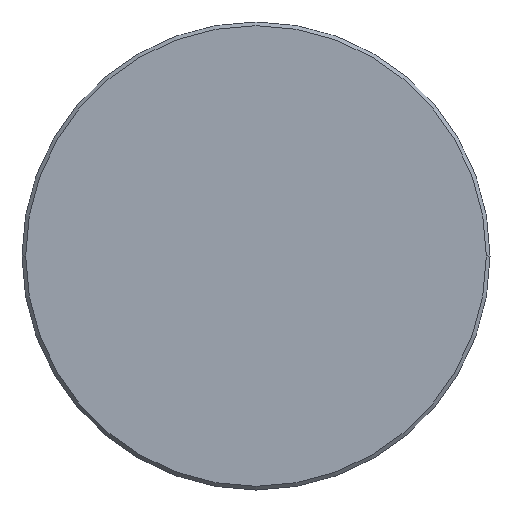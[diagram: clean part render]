
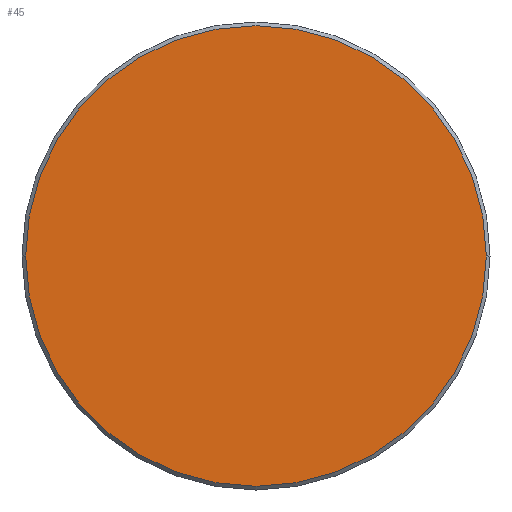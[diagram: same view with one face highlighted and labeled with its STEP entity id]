
A CAD part, left-side view. The second image highlights one B-rep face of the part: STEP entity #45.
In plain terms, the highlighted planar face has unit normal (-1, 0, 0).
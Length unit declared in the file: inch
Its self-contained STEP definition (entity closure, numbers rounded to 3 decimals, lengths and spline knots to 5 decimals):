
#7 = DIRECTION ( 'NONE',  ( 1., 0., 0. ) ) ;
#8 = AXIS2_PLACEMENT_3D ( 'NONE', #107, #7, #290 ) ;
#20 = AXIS2_PLACEMENT_3D ( 'NONE', #115, #76, #72 ) ;
#26 = PLANE ( 'NONE',  #8 ) ;
#28 = AXIS2_PLACEMENT_3D ( 'NONE', #288, #92, #43 ) ;
#41 = EDGE_CURVE ( 'NONE', #278, #279, #172, .T. ) ;
#43 = DIRECTION ( 'NONE',  ( 0., 1., 0. ) ) ;
#45 = ADVANCED_FACE ( 'NONE', ( #106 ), #26, .F. ) ;
#66 = CARTESIAN_POINT ( 'NONE',  ( -0.10433, 0.49213, 0. ) ) ;
#69 = EDGE_CURVE ( 'NONE', #279, #278, #217, .T. ) ;
#72 = DIRECTION ( 'NONE',  ( 0., 1., 0. ) ) ;
#76 = DIRECTION ( 'NONE',  ( -1., 0., 0. ) ) ;
#92 = DIRECTION ( 'NONE',  ( -1., 0., 0. ) ) ;
#106 = FACE_OUTER_BOUND ( 'NONE', #146, .T. ) ;
#107 = CARTESIAN_POINT ( 'NONE',  ( -0.10433, 0., 0. ) ) ;
#115 = CARTESIAN_POINT ( 'NONE',  ( -0.10433, 0., 0. ) ) ;
#126 = ORIENTED_EDGE ( 'NONE', *, *, #69, .T. ) ;
#140 = ORIENTED_EDGE ( 'NONE', *, *, #41, .T. ) ;
#146 = EDGE_LOOP ( 'NONE', ( #126, #140 ) ) ;
#172 = CIRCLE ( 'NONE', #28, 0.49213 ) ;
#217 = CIRCLE ( 'NONE', #20, 0.49213 ) ;
#218 = CARTESIAN_POINT ( 'NONE',  ( -0.10433, -0.49213, 0. ) ) ;
#278 = VERTEX_POINT ( 'NONE', #218 ) ;
#279 = VERTEX_POINT ( 'NONE', #66 ) ;
#288 = CARTESIAN_POINT ( 'NONE',  ( -0.10433, 0., 0. ) ) ;
#290 = DIRECTION ( 'NONE',  ( 0., 1., 0. ) ) ;
